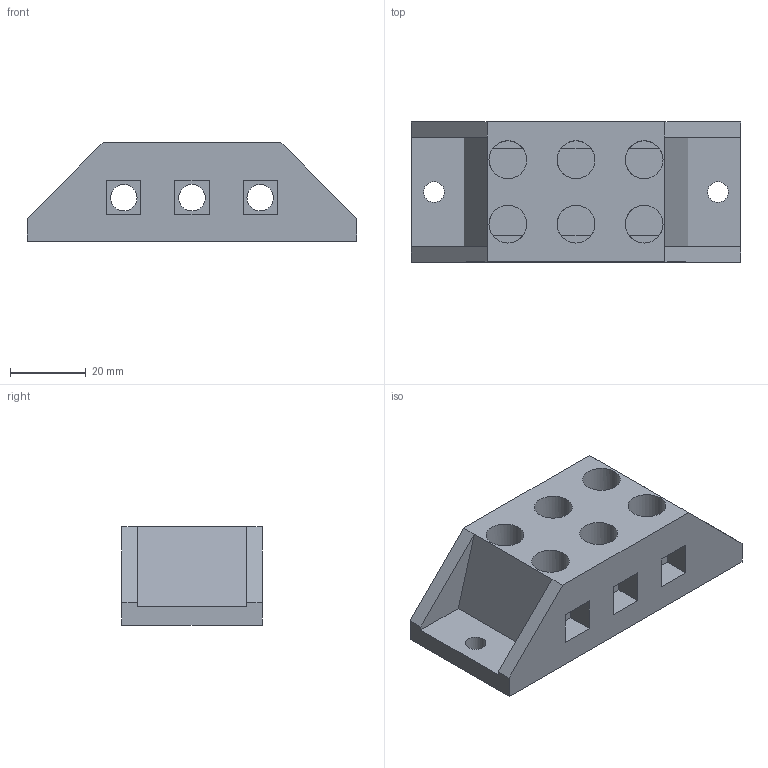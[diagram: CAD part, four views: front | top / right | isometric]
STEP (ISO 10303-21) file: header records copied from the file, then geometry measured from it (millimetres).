
FILE_DESCRIPTION(/* description */ (''),/* implementation_level */ '2;1');
FILE_NAME(/* name */ 'bakelite_60a_terminal.stp',/* time_stamp */ '2024-10-05T14:39:12+05:00',/* author */ (''),/* organization */ (''),/* preprocessor_version */ 'ST-DEVELOPER v16.7',/* originating_system */ 'SIEMENS PLM Software NX 12.0',/* authorisation */ '');
FILE_SCHEMA (('AUTOMOTIVE_DESIGN { 1 0 10303 214 3 1 1 1 }'));
Length unit declared in the file: millimetre
Products named in the file (1): bakelite_60a_terminal
Bounding box: 87 x 37 x 26 mm (x, y, z)
Volume: 48780.6 mm3; surface area: 16854.3 mm2
Topology: 1 solids, 1 shells, 65 faces, 240 edges, 232 vertices
Faces by surface type: plane 54, cylinder 11
Full cylindrical faces by diameter (mm): 5.5 x2, 7 x3, 10 x6
Entity records: 2667 total; most frequent: DIRECTION 394, CARTESIAN_POINT 393, ORIENTED_EDGE 312, LINE 182, VECTOR 182, EDGE_CURVE 156, AXIS2_PLACEMENT_3D 106, VERTEX_POINT 104
